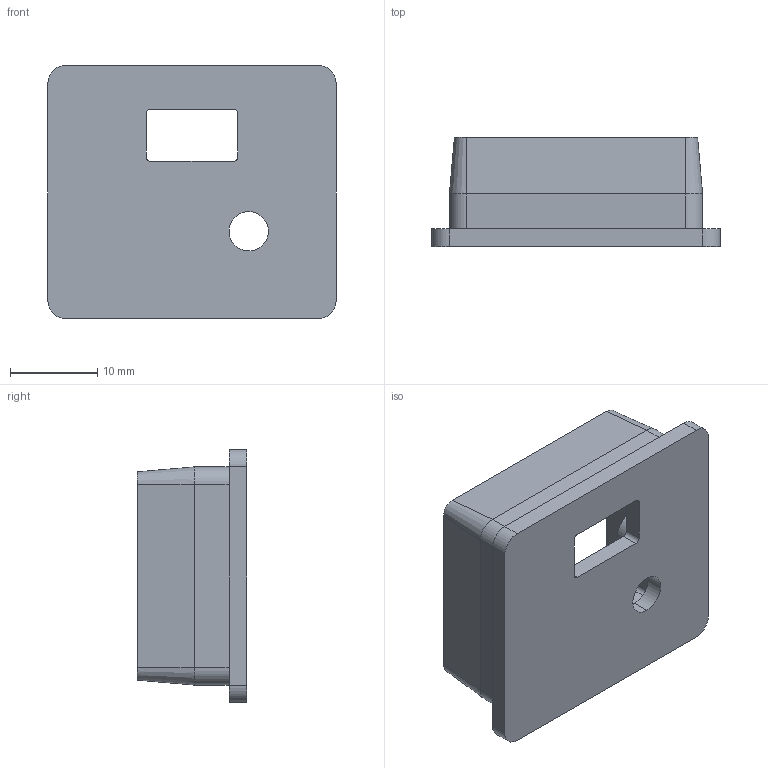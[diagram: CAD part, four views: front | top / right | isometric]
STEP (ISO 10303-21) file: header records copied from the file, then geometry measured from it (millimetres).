
FILE_DESCRIPTION (( 'STEP AP203' ), '1' );
FILE_NAME ('infrared_ohisje.STEP', '2025-08-01T07:07:50', ( '' ), ( '' ), 'SwSTEP 2.0', 'SolidWorks 2025', '' );
FILE_SCHEMA (( 'CONFIG_CONTROL_DESIGN' ));
Length unit declared in the file: millimetre
Products named in the file (1): infrared_ohisje
Bounding box: 33 x 12.5 x 29 mm (x, y, z)
Volume: 3760.7 mm3; surface area: 4179.6 mm2
Topology: 1 solids, 1 shells, 60 faces, 154 edges, 100 vertices
Faces by surface type: plane 32, cylinder 24, cone 4
Entity records: 1911 total; most frequent: DIRECTION 328, CARTESIAN_POINT 315, ORIENTED_EDGE 308, EDGE_CURVE 154, AXIS2_PLACEMENT_3D 113, VECTOR 102, LINE 102, VERTEX_POINT 100
